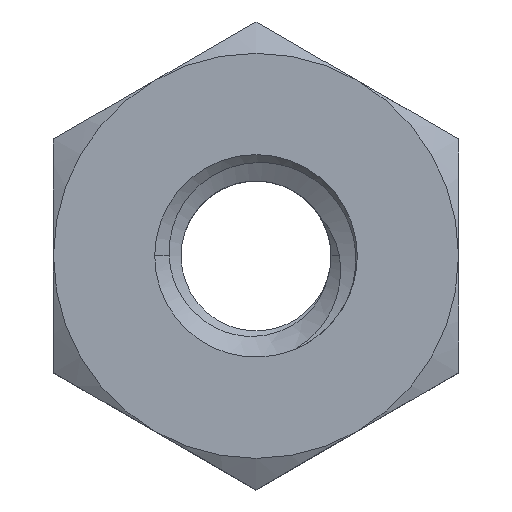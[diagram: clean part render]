
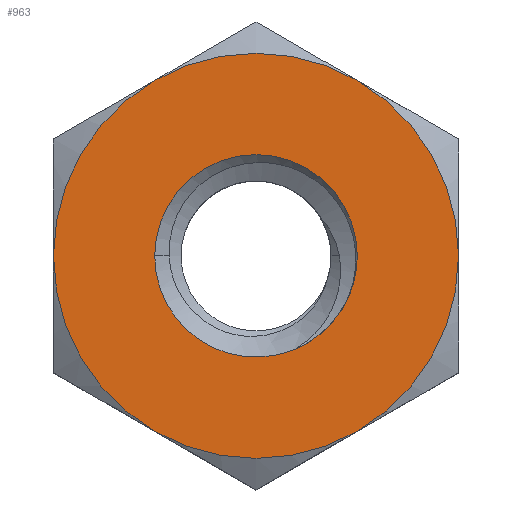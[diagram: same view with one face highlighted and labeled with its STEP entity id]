
A CAD part, top view. The second image highlights one B-rep face of the part: STEP entity #963.
In plain terms, the highlighted planar face has unit normal (0, 0, 1).
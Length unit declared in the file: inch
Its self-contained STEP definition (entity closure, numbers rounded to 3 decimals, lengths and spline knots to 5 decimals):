
#45 = CARTESIAN_POINT ( 'NONE',  ( 0., 0., 0.1875 ) ) ;
#57 = DIRECTION ( 'NONE',  ( 1., 0., 0. ) ) ;
#63 = ORIENTED_EDGE ( 'NONE', *, *, #1255, .T. ) ;
#66 = ORIENTED_EDGE ( 'NONE', *, *, #1900, .F. ) ;
#92 = DIRECTION ( 'NONE',  ( 1., 0., 0. ) ) ;
#104 = CARTESIAN_POINT ( 'NONE',  ( -0.125, 0.21651, 0.1875 ) ) ;
#162 = PLANE ( 'NONE',  #1537 ) ;
#179 = DIRECTION ( 'NONE',  ( 0., 0., 1. ) ) ;
#204 = AXIS2_PLACEMENT_3D ( 'NONE', #2140, #179, #1353 ) ;
#213 = DIRECTION ( 'NONE',  ( 0., 0., 1. ) ) ;
#245 = CIRCLE ( 'NONE', #2478, 0.25 ) ;
#285 = AXIS2_PLACEMENT_3D ( 'NONE', #589, #213, #1214 ) ;
#331 = DIRECTION ( 'NONE',  ( 0., 0., 1. ) ) ;
#340 = DIRECTION ( 'NONE',  ( 0., 0., 1. ) ) ;
#351 = EDGE_CURVE ( 'NONE', #1338, #1369, #1291, .T. ) ;
#365 = CARTESIAN_POINT ( 'NONE',  ( 0.125, -0.21651, 0.1875 ) ) ;
#384 = EDGE_CURVE ( 'NONE', #632, #1805, #998, .T. ) ;
#417 = CIRCLE ( 'NONE', #285, 0.25 ) ;
#449 = CARTESIAN_POINT ( 'NONE',  ( 0.11522, -0.04848, 0.1875 ) ) ;
#506 = CARTESIAN_POINT ( 'NONE',  ( 0.125, 0.21651, 0.1875 ) ) ;
#509 = EDGE_CURVE ( 'NONE', #1805, #1338, #2063, .T. ) ;
#512 = DIRECTION ( 'NONE',  ( 1., 0., 0. ) ) ;
#530 = ORIENTED_EDGE ( 'NONE', *, *, #2191, .F. ) ;
#562 = DIRECTION ( 'NONE',  ( 1., 0., 0. ) ) ;
#589 = CARTESIAN_POINT ( 'NONE',  ( 0., 0., 0.1875 ) ) ;
#602 = CARTESIAN_POINT ( 'NONE',  ( -0.125, 0., 0.1875 ) ) ;
#619 = AXIS2_PLACEMENT_3D ( 'NONE', #45, #1645, #2407 ) ;
#623 = AXIS2_PLACEMENT_3D ( 'NONE', #1508, #2284, #512 ) ;
#632 = VERTEX_POINT ( 'NONE', #842 ) ;
#646 = CARTESIAN_POINT ( 'NONE',  ( 0., 0., 0.1875 ) ) ;
#659 = DIRECTION ( 'NONE',  ( 0., 0., 1. ) ) ;
#664 = CIRCLE ( 'NONE', #1499, 0.125 ) ;
#666 = DIRECTION ( 'NONE',  ( 1., 0., 0. ) ) ;
#697 = CARTESIAN_POINT ( 'NONE',  ( 0., 0., 0.1875 ) ) ;
#742 = CIRCLE ( 'NONE', #204, 0.125 ) ;
#747 = CARTESIAN_POINT ( 'NONE',  ( -0.125, -0.21651, 0.1875 ) ) ;
#774 = CARTESIAN_POINT ( 'NONE',  ( 0.04688, -0.11588, 0.1875 ) ) ;
#824 = DIRECTION ( 'NONE',  ( 0., 0., 1. ) ) ;
#842 = CARTESIAN_POINT ( 'NONE',  ( 0.25, 0., 0.1875 ) ) ;
#848 = DIRECTION ( 'NONE',  ( 0., 0., 1. ) ) ;
#860 = CARTESIAN_POINT ( 'NONE',  ( 0., 0., 0.1875 ) ) ;
#934 = FACE_OUTER_BOUND ( 'NONE', #1323, .T. ) ;
#955 = AXIS2_PLACEMENT_3D ( 'NONE', #1327, #340, #1972 ) ;
#962 = ORIENTED_EDGE ( 'NONE', *, *, #509, .T. ) ;
#963 = ADVANCED_FACE ( 'NONE', ( #1331, #934 ), #162, .T. ) ;
#998 = CIRCLE ( 'NONE', #1376, 0.25 ) ;
#1051 = DIRECTION ( 'NONE',  ( 0., 0., 1. ) ) ;
#1097 = ORIENTED_EDGE ( 'NONE', *, *, #1150, .T. ) ;
#1099 = DIRECTION ( 'NONE',  ( 0., 0., 1. ) ) ;
#1130 = DIRECTION ( 'NONE',  ( 1., 0., 0. ) ) ;
#1143 = VERTEX_POINT ( 'NONE', #449 ) ;
#1150 = EDGE_CURVE ( 'NONE', #1787, #1517, #245, .T. ) ;
#1190 = EDGE_CURVE ( 'NONE', #1143, #2160, #664, .T. ) ;
#1214 = DIRECTION ( 'NONE',  ( 1., 0., 0. ) ) ;
#1255 = EDGE_CURVE ( 'NONE', #1369, #1787, #2436, .T. ) ;
#1291 = CIRCLE ( 'NONE', #619, 0.25 ) ;
#1315 = CARTESIAN_POINT ( 'NONE',  ( -0.25, 0., 0.1875 ) ) ;
#1323 = EDGE_LOOP ( 'NONE', ( #1582, #2076, #962, #2476, #63, #1097 ) ) ;
#1327 = CARTESIAN_POINT ( 'NONE',  ( 0., 0., 0.1875 ) ) ;
#1331 = FACE_BOUND ( 'NONE', #1451, .T. ) ;
#1335 = AXIS2_PLACEMENT_3D ( 'NONE', #1707, #1099, #562 ) ;
#1338 = VERTEX_POINT ( 'NONE', #104 ) ;
#1353 = DIRECTION ( 'NONE',  ( 1., 0., 0. ) ) ;
#1366 = EDGE_CURVE ( 'NONE', #1923, #1143, #2313, .T. ) ;
#1369 = VERTEX_POINT ( 'NONE', #1315 ) ;
#1376 = AXIS2_PLACEMENT_3D ( 'NONE', #646, #1051, #57 ) ;
#1384 = EDGE_CURVE ( 'NONE', #1517, #632, #417, .T. ) ;
#1451 = EDGE_LOOP ( 'NONE', ( #1947, #1668, #66, #530 ) ) ;
#1453 = AXIS2_PLACEMENT_3D ( 'NONE', #2433, #824, #666 ) ;
#1499 = AXIS2_PLACEMENT_3D ( 'NONE', #697, #848, #1646 ) ;
#1508 = CARTESIAN_POINT ( 'NONE',  ( 0., 0., 0.1875 ) ) ;
#1517 = VERTEX_POINT ( 'NONE', #365 ) ;
#1537 = AXIS2_PLACEMENT_3D ( 'NONE', #2108, #331, #1130 ) ;
#1582 = ORIENTED_EDGE ( 'NONE', *, *, #1384, .T. ) ;
#1594 = VERTEX_POINT ( 'NONE', #602 ) ;
#1645 = DIRECTION ( 'NONE',  ( 0., 0., 1. ) ) ;
#1646 = DIRECTION ( 'NONE',  ( 1., 0., 0. ) ) ;
#1668 = ORIENTED_EDGE ( 'NONE', *, *, #1366, .F. ) ;
#1707 = CARTESIAN_POINT ( 'NONE',  ( 0., 0., 0.1875 ) ) ;
#1787 = VERTEX_POINT ( 'NONE', #747 ) ;
#1805 = VERTEX_POINT ( 'NONE', #506 ) ;
#1900 = EDGE_CURVE ( 'NONE', #1594, #1923, #742, .T. ) ;
#1923 = VERTEX_POINT ( 'NONE', #774 ) ;
#1947 = ORIENTED_EDGE ( 'NONE', *, *, #1190, .F. ) ;
#1972 = DIRECTION ( 'NONE',  ( 1., 0., 0. ) ) ;
#1988 = CIRCLE ( 'NONE', #1453, 0.125 ) ;
#2063 = CIRCLE ( 'NONE', #955, 0.25 ) ;
#2076 = ORIENTED_EDGE ( 'NONE', *, *, #384, .T. ) ;
#2108 = CARTESIAN_POINT ( 'NONE',  ( -0.25, 0.43301, 0.1875 ) ) ;
#2140 = CARTESIAN_POINT ( 'NONE',  ( 0., 0., 0.1875 ) ) ;
#2160 = VERTEX_POINT ( 'NONE', #2192 ) ;
#2191 = EDGE_CURVE ( 'NONE', #2160, #1594, #1988, .T. ) ;
#2192 = CARTESIAN_POINT ( 'NONE',  ( 0.125, 0., 0.1875 ) ) ;
#2284 = DIRECTION ( 'NONE',  ( 0., 0., 1. ) ) ;
#2313 = CIRCLE ( 'NONE', #623, 0.125 ) ;
#2407 = DIRECTION ( 'NONE',  ( 1., 0., 0. ) ) ;
#2433 = CARTESIAN_POINT ( 'NONE',  ( 0., 0., 0.1875 ) ) ;
#2436 = CIRCLE ( 'NONE', #1335, 0.25 ) ;
#2476 = ORIENTED_EDGE ( 'NONE', *, *, #351, .T. ) ;
#2478 = AXIS2_PLACEMENT_3D ( 'NONE', #860, #659, #92 ) ;
